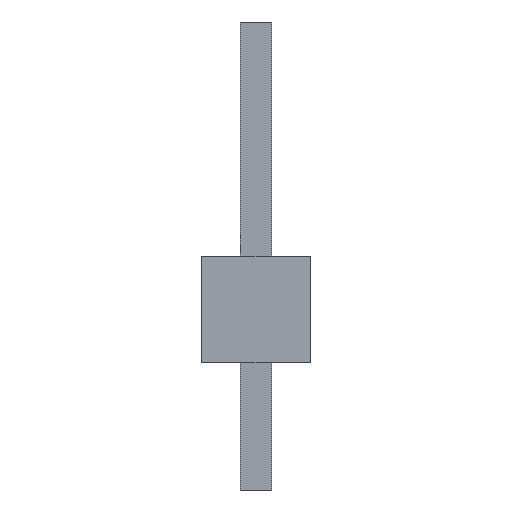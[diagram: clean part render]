
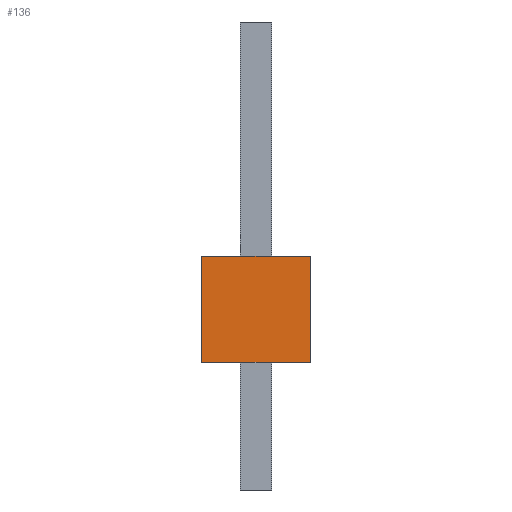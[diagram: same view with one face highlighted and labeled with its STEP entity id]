
A CAD part, front view. The second image highlights one B-rep face of the part: STEP entity #136.
In plain terms, the highlighted planar face has unit normal (0, -1, 0).
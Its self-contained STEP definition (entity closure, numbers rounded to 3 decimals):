
#13=DIRECTION('',(0.,0.,1.));
#14=DIRECTION('',(1.,0.,0.));
#87=EDGE_CURVE('',#88,#90,#92,.T.);
#88=VERTEX_POINT('',#89);
#89=CARTESIAN_POINT('',(-1.27,-1.271,0.));
#90=VERTEX_POINT('',#91);
#91=CARTESIAN_POINT('',(-1.27,-1.271,2.5));
#92=LINE('',#89,#93);
#93=VECTOR('',#13,1.);
#100=DIRECTION('',(0.,1.,0.));
#114=ORIENTED_EDGE('',*,*,#115,.F.);
#115=EDGE_CURVE('',#116,#118,#120,.T.);
#116=VERTEX_POINT('',#117);
#117=CARTESIAN_POINT('',(1.27,-1.271,0.));
#118=VERTEX_POINT('',#119);
#119=CARTESIAN_POINT('',(1.27,-1.271,2.5));
#120=LINE('',#117,#93);
#136=ADVANCED_FACE('',(#137),#147,.F.);
#137=FACE_BOUND('',#138,.F.);
#138=EDGE_LOOP('',(#139,#143,#144,#114));
#139=ORIENTED_EDGE('',*,*,#140,.F.);
#140=EDGE_CURVE('',#88,#116,#141,.T.);
#141=LINE('',#89,#142);
#142=VECTOR('',#14,1.);
#143=ORIENTED_EDGE('',*,*,#87,.T.);
#144=ORIENTED_EDGE('',*,*,#145,.T.);
#145=EDGE_CURVE('',#90,#118,#146,.T.);
#146=LINE('',#91,#142);
#147=PLANE('',#148);
#148=AXIS2_PLACEMENT_3D('',#89,#100,#13);
